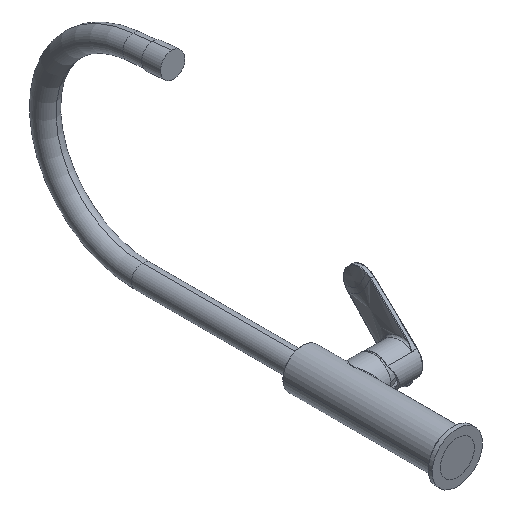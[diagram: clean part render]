
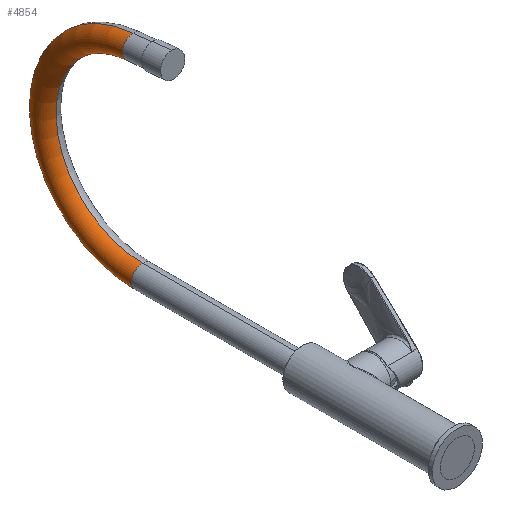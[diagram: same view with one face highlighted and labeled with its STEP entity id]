
A CAD part, isometric view. The second image highlights one B-rep face of the part: STEP entity #4854.
In plain terms, the highlighted toroidal (fillet/blend) face has major radius 97 mm and minor radius 11 mm.
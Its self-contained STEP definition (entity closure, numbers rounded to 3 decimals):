
#1263=CARTESIAN_POINT('',(0.,199.71,0.));
#1264=DIRECTION('',(0.,1.,0.));
#1265=DIRECTION('',(0.,0.,-1.));
#1266=AXIS2_PLACEMENT_3D('',#1263,#1264,#1265);
#1268=CARTESIAN_POINT('',(0.,199.71,97.));
#1269=DIRECTION('',(1.,0.,0.));
#1270=DIRECTION('',(0.,0.,-1.));
#1271=AXIS2_PLACEMENT_3D('',#1268,#1269,#1270);
#1278=CARTESIAN_POINT('',(0.,199.71,97.));
#1279=DIRECTION('',(1.,0.,0.));
#1280=DIRECTION('',(0.,0.,-1.));
#1281=AXIS2_PLACEMENT_3D('',#1278,#1279,#1280);
#1330=CARTESIAN_POINT('',(0.,208.164,193.631));
#1331=DIRECTION('',(0.,-0.996,0.087));
#1332=DIRECTION('',(0.,0.087,0.996));
#1333=AXIS2_PLACEMENT_3D('',#1330,#1331,#1332);
#2762=CARTESIAN_POINT('',(0.,199.71,11.));
#2763=CARTESIAN_POINT('',(0.,199.71,-11.));
#2764=VERTEX_POINT('',#2762);
#2765=VERTEX_POINT('',#2763);
#2766=CARTESIAN_POINT('',(0.,207.205,182.673));
#2767=CARTESIAN_POINT('',(0.,209.122,204.589));
#2768=VERTEX_POINT('',#2766);
#2769=VERTEX_POINT('',#2767);
#4840=CARTESIAN_POINT('',(0.,199.71,97.));
#4841=DIRECTION('',(1.,0.,0.));
#4842=DIRECTION('',(0.,0.,1.));
#4843=AXIS2_PLACEMENT_3D('',#4840,#4841,#4842);
#4844=TOROIDAL_SURFACE('',#4843,97.,11.);
#4845=ORIENTED_EDGE('',*,*,#4827,.F.);
#4847=ORIENTED_EDGE('',*,*,#4846,.T.);
#4849=ORIENTED_EDGE('',*,*,#4848,.T.);
#4851=ORIENTED_EDGE('',*,*,#4850,.F.);
#4852=EDGE_LOOP('',(#4845,#4847,#4849,#4851));
#4853=FACE_OUTER_BOUND('',#4852,.F.);
#4854=ADVANCED_FACE('',(#4853),#4844,.T.);
#1267=CIRCLE('',#1266,11.);
#1272=CIRCLE('',#1271,108.);
#1282=CIRCLE('',#1281,86.);
#1334=CIRCLE('',#1333,11.);
#4827=EDGE_CURVE('',#2765,#2764,#1267,.T.);
#4846=EDGE_CURVE('',#2765,#2769,#1272,.T.);
#4848=EDGE_CURVE('',#2769,#2768,#1334,.T.);
#4850=EDGE_CURVE('',#2764,#2768,#1282,.T.);
